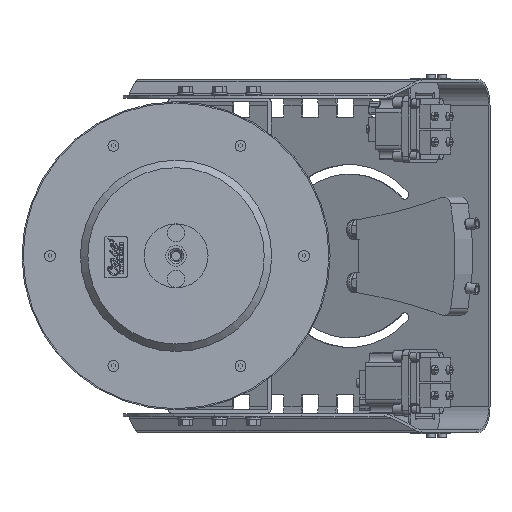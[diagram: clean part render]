
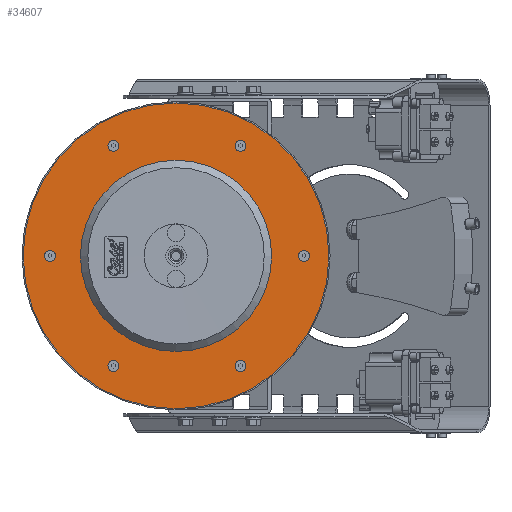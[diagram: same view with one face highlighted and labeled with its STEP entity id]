
A CAD part, front view. The second image highlights one B-rep face of the part: STEP entity #34607.
In plain terms, the highlighted planar face has unit normal (0, -1, 0).
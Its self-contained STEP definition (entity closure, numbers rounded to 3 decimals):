
#537=FACE_BOUND('',#4107,.T.);
#538=FACE_BOUND('',#4108,.T.);
#539=FACE_BOUND('',#4109,.T.);
#540=FACE_BOUND('',#4110,.T.);
#541=FACE_BOUND('',#4111,.T.);
#542=FACE_BOUND('',#4112,.T.);
#543=FACE_BOUND('',#4113,.T.);
#840=CIRCLE('',#36491,6.);
#842=CIRCLE('',#36501,6.);
#844=CIRCLE('',#36511,6.);
#846=CIRCLE('',#36521,6.);
#848=CIRCLE('',#36531,6.);
#850=CIRCLE('',#36541,6.);
#851=CIRCLE('',#36544,167.229);
#852=CIRCLE('',#36545,104.564);
#2112=FACE_OUTER_BOUND('',#4106,.T.);
#4106=EDGE_LOOP('',(#24488));
#4107=EDGE_LOOP('',(#24489));
#4108=EDGE_LOOP('',(#24490));
#4109=EDGE_LOOP('',(#24491));
#4110=EDGE_LOOP('',(#24492));
#4111=EDGE_LOOP('',(#24493));
#4112=EDGE_LOOP('',(#24494));
#4113=EDGE_LOOP('',(#24495));
#14704=VERTEX_POINT('',#55300);
#14718=VERTEX_POINT('',#55342);
#14732=VERTEX_POINT('',#55384);
#14746=VERTEX_POINT('',#55426);
#14760=VERTEX_POINT('',#55468);
#14774=VERTEX_POINT('',#55510);
#14775=VERTEX_POINT('',#55514);
#14776=VERTEX_POINT('',#55516);
#18402=EDGE_CURVE('',#14704,#14704,#840,.T.);
#18422=EDGE_CURVE('',#14718,#14718,#842,.T.);
#18442=EDGE_CURVE('',#14732,#14732,#844,.T.);
#18462=EDGE_CURVE('',#14746,#14746,#846,.T.);
#18482=EDGE_CURVE('',#14760,#14760,#848,.T.);
#18502=EDGE_CURVE('',#14774,#14774,#850,.T.);
#18503=EDGE_CURVE('',#14775,#14775,#851,.T.);
#18504=EDGE_CURVE('',#14776,#14776,#852,.T.);
#24488=ORIENTED_EDGE('',*,*,#18503,.F.);
#24489=ORIENTED_EDGE('',*,*,#18402,.T.);
#24490=ORIENTED_EDGE('',*,*,#18422,.T.);
#24491=ORIENTED_EDGE('',*,*,#18442,.T.);
#24492=ORIENTED_EDGE('',*,*,#18462,.T.);
#24493=ORIENTED_EDGE('',*,*,#18482,.T.);
#24494=ORIENTED_EDGE('',*,*,#18502,.T.);
#24495=ORIENTED_EDGE('',*,*,#18504,.T.);
#32965=PLANE('',#36543);
#34607=ADVANCED_FACE('',(#2112,#537,#538,#539,#540,#541,#542,#543),#32965,
 .T.);
#36491=AXIS2_PLACEMENT_3D('',#55301,#39928,#39929);
#36501=AXIS2_PLACEMENT_3D('',#55343,#39966,#39967);
#36511=AXIS2_PLACEMENT_3D('',#55385,#40004,#40005);
#36521=AXIS2_PLACEMENT_3D('',#55427,#40042,#40043);
#36531=AXIS2_PLACEMENT_3D('',#55469,#40080,#40081);
#36541=AXIS2_PLACEMENT_3D('',#55511,#40118,#40119);
#36543=AXIS2_PLACEMENT_3D('',#55513,#40122,#40123);
#36544=AXIS2_PLACEMENT_3D('',#55515,#40124,#40125);
#36545=AXIS2_PLACEMENT_3D('',#55517,#40126,#40127);
#39928=DIRECTION('center_axis',(0.,1.,0.));
#39929=DIRECTION('ref_axis',(-1.,0.,0.));
#39966=DIRECTION('center_axis',(0.,1.,0.));
#39967=DIRECTION('ref_axis',(-1.,0.,0.));
#40004=DIRECTION('center_axis',(0.,1.,0.));
#40005=DIRECTION('ref_axis',(-1.,0.,0.));
#40042=DIRECTION('center_axis',(0.,1.,0.));
#40043=DIRECTION('ref_axis',(-1.,0.,0.));
#40080=DIRECTION('center_axis',(0.,1.,0.));
#40081=DIRECTION('ref_axis',(-1.,0.,0.));
#40118=DIRECTION('center_axis',(0.,1.,0.));
#40119=DIRECTION('ref_axis',(-1.,0.,0.));
#40122=DIRECTION('center_axis',(0.,-1.,0.));
#40123=DIRECTION('ref_axis',(0.,0.,-1.));
#40124=DIRECTION('center_axis',(0.,1.,0.));
#40125=DIRECTION('ref_axis',(1.,0.,0.));
#40126=DIRECTION('center_axis',(0.,1.,0.));
#40127=DIRECTION('ref_axis',(1.,0.,0.));
#55300=CARTESIAN_POINT('',(-63.5,-142.859,-120.378));
#55301=CARTESIAN_POINT('Origin',(-69.5,-142.859,-120.378));
#55342=CARTESIAN_POINT('',(145.,-142.859,0.));
#55343=CARTESIAN_POINT('Origin',(139.,-142.859,0.));
#55384=CARTESIAN_POINT('',(-63.5,-142.859,120.378));
#55385=CARTESIAN_POINT('Origin',(-69.5,-142.859,120.378));
#55426=CARTESIAN_POINT('',(75.5,-142.859,120.378));
#55427=CARTESIAN_POINT('Origin',(69.5,-142.859,120.378));
#55468=CARTESIAN_POINT('',(75.5,-142.859,-120.378));
#55469=CARTESIAN_POINT('Origin',(69.5,-142.859,-120.378));
#55510=CARTESIAN_POINT('',(-133.,-142.859,0.));
#55511=CARTESIAN_POINT('Origin',(-139.,-142.859,0.));
#55513=CARTESIAN_POINT('Origin',(166.229,-142.859,0.));
#55514=CARTESIAN_POINT('',(166.229,-142.859,0.));
#55515=CARTESIAN_POINT('Origin',(-1.,-142.859,0.));
#55516=CARTESIAN_POINT('',(103.564,-142.859,0.));
#55517=CARTESIAN_POINT('Origin',(-1.,-142.859,0.));
